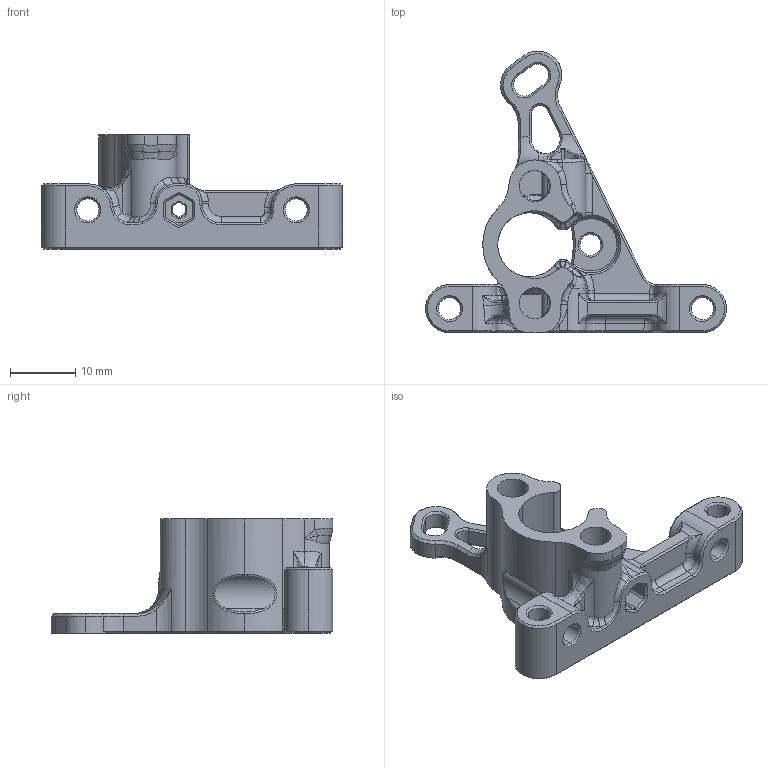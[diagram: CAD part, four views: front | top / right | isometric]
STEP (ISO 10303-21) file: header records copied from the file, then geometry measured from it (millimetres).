
FILE_DESCRIPTION (( 'STEP AP214' ), '1' );
FILE_NAME ('Sherpa_micro_fixed_idler_housing_core.STEP', '2023-03-24T18:46:34', ( '' ), ( '' ), 'SwSTEP 2.0', 'SolidWorks 2021', '' );
FILE_SCHEMA (( 'AUTOMOTIVE_DESIGN' ));
Length unit declared in the file: millimetre
Products named in the file (1): Sherpa_micro_fixed_idler_housing_core
Bounding box: 46.2 x 43.21 x 17.5 mm (x, y, z)
Volume: 4914 mm3; surface area: 4813 mm2
Topology: 1 solids, 1 shells, 692 faces, 1688 edges, 947 vertices
Faces by surface type: bspline 225, cylinder 186, plane 124, cone 97, torus 51, sphere 9
Entity records: 29822 total; most frequent: CARTESIAN_POINT 15637, ORIENTED_EDGE 3290, DIRECTION 2539, EDGE_CURVE 1645, AXIS2_PLACEMENT_3D 1008, VERTEX_POINT 947, EDGE_LOOP 710, ADVANCED_FACE 692
